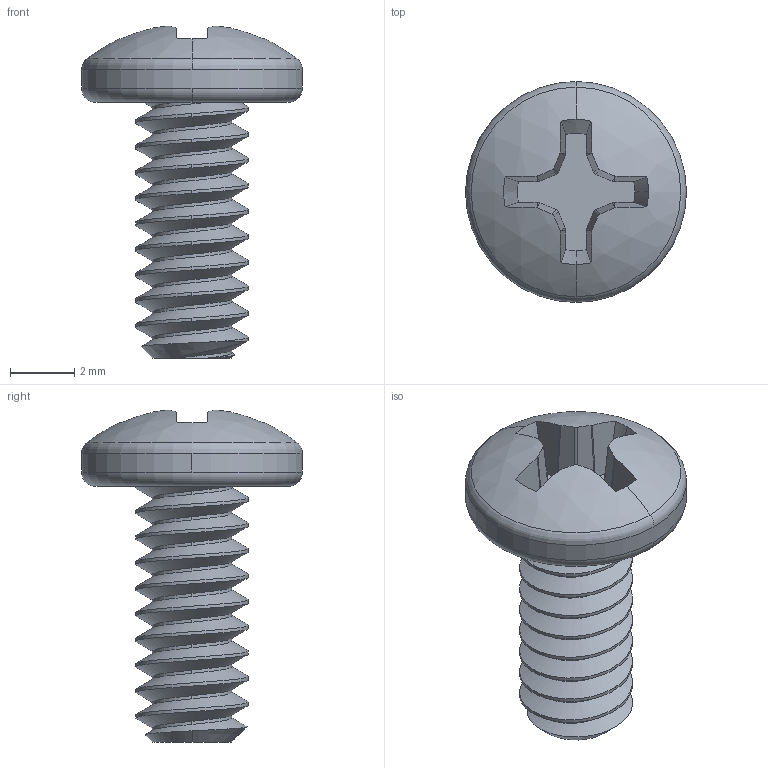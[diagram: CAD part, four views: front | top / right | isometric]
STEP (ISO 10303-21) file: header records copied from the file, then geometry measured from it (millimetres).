
FILE_DESCRIPTION (( 'STEP AP203' ), '1' );
FILE_NAME ('90272A145.STEP', '2015-08-14T15:49:56', ( 'Kyle' ), ( 'Microsoft' ), 'SwSTEP 2.0', 'SolidWorks 2014', '' );
FILE_SCHEMA (( 'CONFIG_CONTROL_DESIGN' ));
Length unit declared in the file: inch
Products named in the file (1): 90272A145
Bounding box: 6.86 x 6.86 x 10.31 mm (x, y, z)
Volume: 111.3 mm3; surface area: 250.6 mm2
Topology: 1 solids, 1 shells, 102 faces, 292 edges, 193 vertices
Faces by surface type: cylinder 65, plane 19, cone 9, torus 4, bspline 3, sphere 2
Entity records: 4388 total; most frequent: CARTESIAN_POINT 1994, ORIENTED_EDGE 584, DIRECTION 406, EDGE_CURVE 292, VERTEX_POINT 193, AXIS2_PLACEMENT_3D 155, EDGE_LOOP 103, ADVANCED_FACE 102
